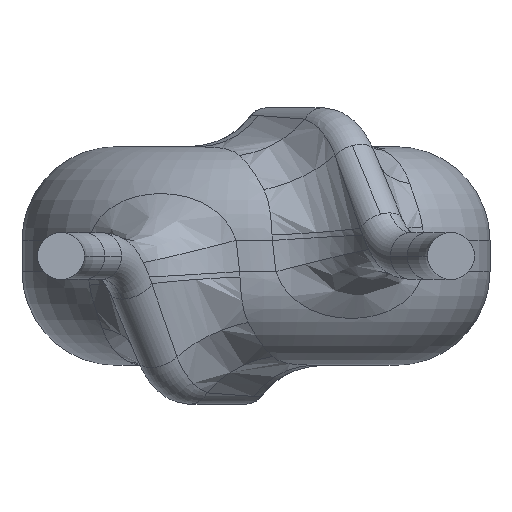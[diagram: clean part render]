
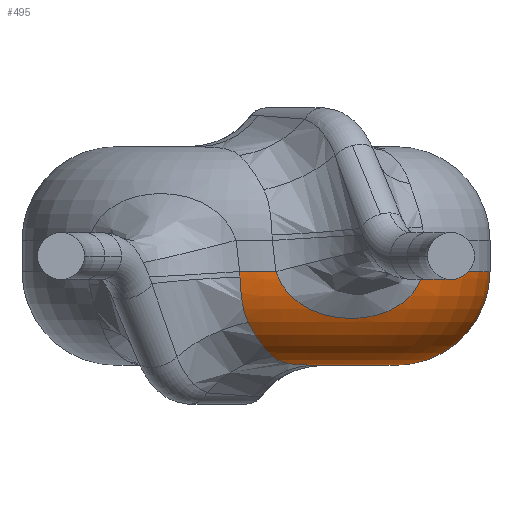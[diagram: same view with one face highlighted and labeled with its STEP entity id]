
A CAD part, front view. The second image highlights one B-rep face of the part: STEP entity #495.
In plain terms, the highlighted toroidal (fillet/blend) face has major radius 1.8 mm and minor radius 1.2 mm.
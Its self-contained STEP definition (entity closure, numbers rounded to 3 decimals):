
#34 = CARTESIAN_POINT ( 'NONE',  ( -0.101, 2.692, -0.849 ) ) ;
#54 = TOROIDAL_SURFACE ( 'NONE', #497, 1.8, 1.2 ) ;
#55 = CARTESIAN_POINT ( 'NONE',  ( 0.561, 2.625, -0.614 ) ) ;
#68 = CARTESIAN_POINT ( 'NONE',  ( 0.254, 2.511, -0.2 ) ) ;
#70 = EDGE_LOOP ( 'NONE', ( #326, #2185, #870, #114, #834, #1838, #2739, #2267, #1446 ) ) ;
#75 = DIRECTION ( 'NONE',  ( 1., 0., 0. ) ) ;
#91 = DIRECTION ( 'NONE',  ( 0., 0., 1. ) ) ;
#114 = ORIENTED_EDGE ( 'NONE', *, *, #559, .T. ) ;
#132 = B_SPLINE_CURVE_WITH_KNOTS ( 'NONE', 3,
 ( #697, #1763, #1997, #1580, #2613, #683, #1333, #2186, #265, #55, #1552, #921, #1984, #68 ),
 .UNSPECIFIED., .F., .F.,
 ( 4, 2, 2, 2, 2, 2, 4 ),
 ( 0., 0., 0.001, 0.001, 0.002, 0.002, 0.003 ),
 .UNSPECIFIED. ) ;
#153 = CARTESIAN_POINT ( 'NONE',  ( 0.354, 3.443, -1.366 ) ) ;
#265 = CARTESIAN_POINT ( 'NONE',  ( 0.823, 2.747, -0.759 ) ) ;
#275 = CIRCLE ( 'NONE', #1930, 3. ) ;
#280 = AXIS2_PLACEMENT_3D ( 'NONE', #2042, #2468, #977 ) ;
#326 = ORIENTED_EDGE ( 'NONE', *, *, #2626, .F. ) ;
#329 = DIRECTION ( 'NONE',  ( 1., 0., 0. ) ) ;
#334 = B_SPLINE_CURVE_WITH_KNOTS ( 'NONE', 3,
 ( #671, #2199, #1102, #894 ),
 .UNSPECIFIED., .F., .F.,
 ( 4, 4 ),
 ( 0., 0. ),
 .UNSPECIFIED. ) ;
#470 = CARTESIAN_POINT ( 'NONE',  ( -0.205, 2.509, -0.27 ) ) ;
#495 = ADVANCED_FACE ( 'NONE', ( #1737 ), #54, .T. ) ;
#497 = AXIS2_PLACEMENT_3D ( 'NONE', #1530, #2175, #1346 ) ;
#518 = VERTEX_POINT ( 'NONE', #2625 ) ;
#526 = EDGE_CURVE ( 'NONE', #1813, #1846, #334, .T. ) ;
#559 = EDGE_CURVE ( 'NONE', #750, #687, #132, .T. ) ;
#561 = DIRECTION ( 'NONE',  ( 0., 0., -1. ) ) ;
#576 = AXIS2_PLACEMENT_3D ( 'NONE', #1991, #91, #75 ) ;
#587 = CARTESIAN_POINT ( 'NONE',  ( 0.216, 3.203, -1.288 ) ) ;
#671 = CARTESIAN_POINT ( 'NONE',  ( -0.21, 2.507, -0.2 ) ) ;
#683 = CARTESIAN_POINT ( 'NONE',  ( 1.603, 3.118, -0.762 ) ) ;
#687 = VERTEX_POINT ( 'NONE', #1601 ) ;
#697 = CARTESIAN_POINT ( 'NONE',  ( 2.14, 3.398, -0.2 ) ) ;
#698 = EDGE_CURVE ( 'NONE', #1813, #687, #275, .T. ) ;
#715 = CARTESIAN_POINT ( 'NONE',  ( 0.742, 3.86, -1.4 ) ) ;
#717 = CARTESIAN_POINT ( 'NONE',  ( 0.216, 3.203, -1.288 ) ) ;
#728 = CARTESIAN_POINT ( 'NONE',  ( 0.278, 3.325, -1.335 ) ) ;
#750 = VERTEX_POINT ( 'NONE', #2528 ) ;
#834 = ORIENTED_EDGE ( 'NONE', *, *, #698, .F. ) ;
#870 = ORIENTED_EDGE ( 'NONE', *, *, #2188, .F. ) ;
#874 = CARTESIAN_POINT ( 'NONE',  ( -0.141, 2.641, -0.766 ) ) ;
#894 = CARTESIAN_POINT ( 'NONE',  ( -0.205, 2.509, -0.27 ) ) ;
#912 = CARTESIAN_POINT ( 'NONE',  ( 0.115, 2.992, -1.194 ) ) ;
#921 = CARTESIAN_POINT ( 'NONE',  ( 0.344, 2.532, -0.395 ) ) ;
#926 = CARTESIAN_POINT ( 'NONE',  ( 0.536, 3.662, -1.398 ) ) ;
#928 = CARTESIAN_POINT ( 'NONE',  ( 0.742, 3.86, -1.4 ) ) ;
#962 = CARTESIAN_POINT ( 'NONE',  ( 3., 5.5, -0.2 ) ) ;
#977 = DIRECTION ( 'NONE',  ( 1., 0., 0. ) ) ;
#982 = EDGE_CURVE ( 'NONE', #1846, #1000, #1309, .T. ) ;
#1000 = VERTEX_POINT ( 'NONE', #2409 ) ;
#1006 = CARTESIAN_POINT ( 'NONE',  ( 0.64, 3.761, -1.4 ) ) ;
#1019 = EDGE_CURVE ( 'NONE', #1000, #1514, #2551, .T. ) ;
#1079 = EDGE_CURVE ( 'NONE', #518, #1315, #2174, .T. ) ;
#1094 = AXIS2_PLACEMENT_3D ( 'NONE', #1151, #2678, #561 ) ;
#1102 = CARTESIAN_POINT ( 'NONE',  ( -0.207, 2.508, -0.246 ) ) ;
#1151 = CARTESIAN_POINT ( 'NONE',  ( 1.8, 5.5, -0.2 ) ) ;
#1295 = CARTESIAN_POINT ( 'NONE',  ( -0.198, 2.515, -0.374 ) ) ;
#1309 = B_SPLINE_CURVE_WITH_KNOTS ( 'NONE', 3,
 ( #1964, #1295, #1782, #1990, #874, #34 ),
 .UNSPECIFIED., .F., .F.,
 ( 4, 2, 4 ),
 ( 0., 0., 0.001 ),
 .UNSPECIFIED. ) ;
#1315 = VERTEX_POINT ( 'NONE', #962 ) ;
#1333 = CARTESIAN_POINT ( 'NONE',  ( 1.406, 3.025, -0.801 ) ) ;
#1346 = DIRECTION ( 'NONE',  ( 1., 0., 0. ) ) ;
#1392 = CARTESIAN_POINT ( 'NONE',  ( 0., 5.5, -0.2 ) ) ;
#1446 = ORIENTED_EDGE ( 'NONE', *, *, #1612, .T. ) ;
#1514 = VERTEX_POINT ( 'NONE', #587 ) ;
#1520 = CARTESIAN_POINT ( 'NONE',  ( -0.101, 2.692, -0.849 ) ) ;
#1530 = CARTESIAN_POINT ( 'NONE',  ( 0., 5.5, -0.2 ) ) ;
#1552 = CARTESIAN_POINT ( 'NONE',  ( 0.481, 2.588, -0.552 ) ) ;
#1580 = CARTESIAN_POINT ( 'NONE',  ( 1.943, 3.282, -0.558 ) ) ;
#1601 = CARTESIAN_POINT ( 'NONE',  ( 0.254, 2.511, -0.2 ) ) ;
#1612 = EDGE_CURVE ( 'NONE', #1514, #2197, #2596, .T. ) ;
#1652 = CARTESIAN_POINT ( 'NONE',  ( 0.398, 3.5, -1.377 ) ) ;
#1737 = FACE_OUTER_BOUND ( 'NONE', #70, .T. ) ;
#1763 = CARTESIAN_POINT ( 'NONE',  ( 2.12, 3.377, -0.305 ) ) ;
#1782 = CARTESIAN_POINT ( 'NONE',  ( -0.193, 2.534, -0.477 ) ) ;
#1783 = CIRCLE ( 'NONE', #576, 3. ) ;
#1813 = VERTEX_POINT ( 'NONE', #1866 ) ;
#1838 = ORIENTED_EDGE ( 'NONE', *, *, #526, .T. ) ;
#1845 = CIRCLE ( 'NONE', #280, 1.8 ) ;
#1846 = VERTEX_POINT ( 'NONE', #470 ) ;
#1866 = CARTESIAN_POINT ( 'NONE',  ( -0.21, 2.507, -0.2 ) ) ;
#1930 = AXIS2_PLACEMENT_3D ( 'NONE', #1392, #2255, #329 ) ;
#1964 = CARTESIAN_POINT ( 'NONE',  ( -0.205, 2.509, -0.27 ) ) ;
#1984 = CARTESIAN_POINT ( 'NONE',  ( 0.291, 2.514, -0.302 ) ) ;
#1990 = CARTESIAN_POINT ( 'NONE',  ( -0.165, 2.598, -0.675 ) ) ;
#1991 = CARTESIAN_POINT ( 'NONE',  ( 0., 5.5, -0.2 ) ) ;
#1997 = CARTESIAN_POINT ( 'NONE',  ( 2.072, 3.349, -0.4 ) ) ;
#2042 = CARTESIAN_POINT ( 'NONE',  ( 0., 5.5, -1.4 ) ) ;
#2088 = CARTESIAN_POINT ( 'NONE',  ( 0.245, 3.264, -1.315 ) ) ;
#2174 = CIRCLE ( 'NONE', #1094, 1.2 ) ;
#2175 = DIRECTION ( 'NONE',  ( 0., 0., 1. ) ) ;
#2185 = ORIENTED_EDGE ( 'NONE', *, *, #1079, .T. ) ;
#2186 = CARTESIAN_POINT ( 'NONE',  ( 1.018, 2.84, -0.799 ) ) ;
#2188 = EDGE_CURVE ( 'NONE', #750, #1315, #1783, .T. ) ;
#2197 = VERTEX_POINT ( 'NONE', #928 ) ;
#2199 = CARTESIAN_POINT ( 'NONE',  ( -0.208, 2.507, -0.223 ) ) ;
#2255 = DIRECTION ( 'NONE',  ( 0., 0., 1. ) ) ;
#2267 = ORIENTED_EDGE ( 'NONE', *, *, #1019, .T. ) ;
#2409 = CARTESIAN_POINT ( 'NONE',  ( -0.101, 2.692, -0.849 ) ) ;
#2468 = DIRECTION ( 'NONE',  ( 0., 0., -1. ) ) ;
#2528 = CARTESIAN_POINT ( 'NONE',  ( 2.14, 3.398, -0.2 ) ) ;
#2551 = B_SPLINE_CURVE_WITH_KNOTS ( 'NONE', 3,
 ( #1520, #2617, #912, #717 ),
 .UNSPECIFIED., .F., .F.,
 ( 4, 4 ),
 ( 0., 0.001 ),
 .UNSPECIFIED. ) ;
#2596 = B_SPLINE_CURVE_WITH_KNOTS ( 'NONE', 3,
 ( #2656, #2088, #728, #153, #1652, #926, #1006, #715 ),
 .UNSPECIFIED., .F., .F.,
 ( 4, 2, 2, 4 ),
 ( 0., 0., 0., 0.001 ),
 .UNSPECIFIED. ) ;
#2613 = CARTESIAN_POINT ( 'NONE',  ( 1.863, 3.242, -0.62 ) ) ;
#2617 = CARTESIAN_POINT ( 'NONE',  ( -0.005, 2.816, -1.047 ) ) ;
#2625 = CARTESIAN_POINT ( 'NONE',  ( 1.8, 5.5, -1.4 ) ) ;
#2626 = EDGE_CURVE ( 'NONE', #518, #2197, #1845, .T. ) ;
#2656 = CARTESIAN_POINT ( 'NONE',  ( 0.216, 3.203, -1.288 ) ) ;
#2678 = DIRECTION ( 'NONE',  ( 0., -1., 0. ) ) ;
#2739 = ORIENTED_EDGE ( 'NONE', *, *, #982, .T. ) ;
